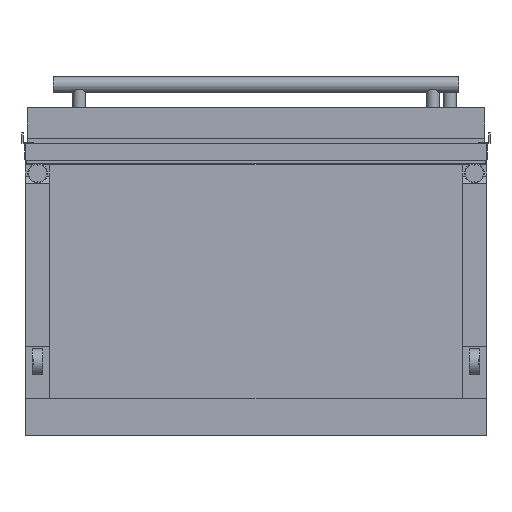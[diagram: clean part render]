
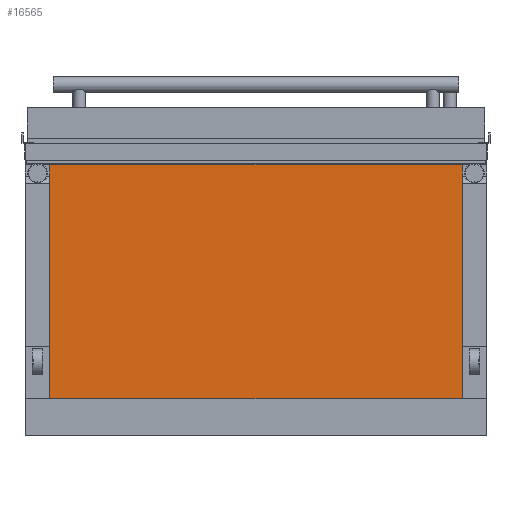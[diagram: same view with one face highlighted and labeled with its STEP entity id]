
A CAD part, front view. The second image highlights one B-rep face of the part: STEP entity #16565.
In plain terms, the highlighted planar face has unit normal (0, -1, 0).
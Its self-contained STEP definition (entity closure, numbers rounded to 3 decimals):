
#523 = VECTOR ( 'NONE', #6927, 1000. ) ;
#655 = VERTEX_POINT ( 'NONE', #4503 ) ;
#1460 = DIRECTION ( 'NONE',  ( 1., 0., 0. ) ) ;
#1822 = EDGE_CURVE ( 'NONE', #5262, #1955, #13118, .T. ) ;
#1955 = VERTEX_POINT ( 'NONE', #10676 ) ;
#2276 = EDGE_LOOP ( 'NONE', ( #14406, #4139, #8256, #12976 ) ) ;
#2620 = LINE ( 'NONE', #6044, #8823 ) ;
#3027 = LINE ( 'NONE', #8014, #3876 ) ;
#3275 = DIRECTION ( 'NONE',  ( 1., 0., 0. ) ) ;
#3544 = VERTEX_POINT ( 'NONE', #6653 ) ;
#3876 = VECTOR ( 'NONE', #1460, 1000. ) ;
#4139 = ORIENTED_EDGE ( 'NONE', *, *, #5314, .T. ) ;
#4296 = LINE ( 'NONE', #5948, #10910 ) ;
#4503 = CARTESIAN_POINT ( 'NONE',  ( 396., -928.35, -210.4 ) ) ;
#5262 = VERTEX_POINT ( 'NONE', #13848 ) ;
#5314 = EDGE_CURVE ( 'NONE', #5262, #655, #4296, .T. ) ;
#5948 = CARTESIAN_POINT ( 'NONE',  ( 443., -928.35, -210.4 ) ) ;
#6044 = CARTESIAN_POINT ( 'NONE',  ( 396., -928.35, -280. ) ) ;
#6653 = CARTESIAN_POINT ( 'NONE',  ( 396., -928.35, 240. ) ) ;
#6889 = EDGE_CURVE ( 'NONE', #1955, #3544, #3027, .T. ) ;
#6927 = DIRECTION ( 'NONE',  ( 0., 0., 1. ) ) ;
#6978 = CARTESIAN_POINT ( 'NONE',  ( 396., -928.35, -280. ) ) ;
#7039 = EDGE_CURVE ( 'NONE', #655, #3544, #2620, .T. ) ;
#8014 = CARTESIAN_POINT ( 'NONE',  ( 396., -928.35, 240. ) ) ;
#8256 = ORIENTED_EDGE ( 'NONE', *, *, #7039, .T. ) ;
#8823 = VECTOR ( 'NONE', #12701, 1000. ) ;
#10676 = CARTESIAN_POINT ( 'NONE',  ( -396., -928.35, 240. ) ) ;
#10910 = VECTOR ( 'NONE', #3275, 1000. ) ;
#12043 = FACE_OUTER_BOUND ( 'NONE', #2276, .T. ) ;
#12701 = DIRECTION ( 'NONE',  ( 0., 0., 1. ) ) ;
#12976 = ORIENTED_EDGE ( 'NONE', *, *, #6889, .F. ) ;
#13118 = LINE ( 'NONE', #13676, #523 ) ;
#13449 = DIRECTION ( 'NONE',  ( 0., 1., 0. ) ) ;
#13570 = PLANE ( 'NONE',  #14928 ) ;
#13676 = CARTESIAN_POINT ( 'NONE',  ( -396., -928.35, -280. ) ) ;
#13848 = CARTESIAN_POINT ( 'NONE',  ( -396., -928.35, -210.4 ) ) ;
#14406 = ORIENTED_EDGE ( 'NONE', *, *, #1822, .F. ) ;
#14928 = AXIS2_PLACEMENT_3D ( 'NONE', #6978, #13449, #14949 ) ;
#14949 = DIRECTION ( 'NONE',  ( 0., 0., 1. ) ) ;
#16565 = ADVANCED_FACE ( 'NONE', ( #12043 ), #13570, .F. ) ;
